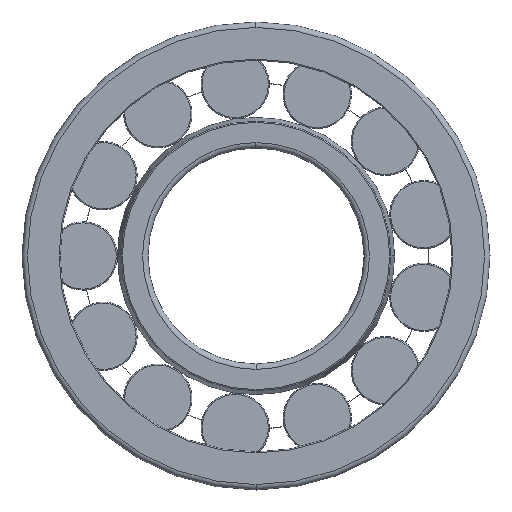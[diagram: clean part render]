
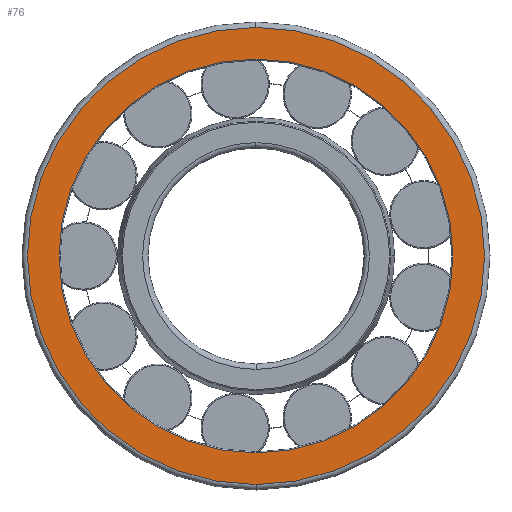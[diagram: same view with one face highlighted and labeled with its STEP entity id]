
A CAD part, left-side view. The second image highlights one B-rep face of the part: STEP entity #76.
In plain terms, the highlighted planar face has unit normal (-1, 0, 0).
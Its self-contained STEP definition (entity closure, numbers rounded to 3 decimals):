
#76=ADVANCED_FACE('',(#261,#262),#263,.T.);
#261=FACE_OUTER_BOUND('',#629,.T.);
#262=FACE_BOUND('',#630,.T.);
#263=PLANE('',#631);
#629=EDGE_LOOP('',(#1080,#1081,#1082));
#630=EDGE_LOOP('',(#1083,#1084,#1085));
#631=AXIS2_PLACEMENT_3D('',#1086,#1087,#1088);
#1080=ORIENTED_EDGE('',*,*,#2418,.F.);
#1081=ORIENTED_EDGE('',*,*,#2417,.F.);
#1082=ORIENTED_EDGE('',*,*,#2446,.F.);
#1083=ORIENTED_EDGE('',*,*,#2425,.T.);
#1084=ORIENTED_EDGE('',*,*,#2445,.T.);
#1085=ORIENTED_EDGE('',*,*,#2426,.T.);
#1086=CARTESIAN_POINT('',(0.0,118.213,0.0));
#1087=DIRECTION('',(-1.0,-0.0,0.0));
#1088=DIRECTION('',(0.0,-1.0,-0.0));
#2417=EDGE_CURVE('',#2896,#2899,#2900,.T.);
#2418=EDGE_CURVE('',#2899,#2901,#2902,.T.);
#2425=EDGE_CURVE('',#2914,#2912,#2915,.T.);
#2426=EDGE_CURVE('',#2906,#2914,#2916,.T.);
#2445=EDGE_CURVE('',#2912,#2906,#2945,.T.);
#2446=EDGE_CURVE('',#2901,#2896,#2946,.T.);
#2896=VERTEX_POINT('',#3690);
#2899=VERTEX_POINT('',#3693);
#2900=CIRCLE('',#3694,127.0);
#2901=VERTEX_POINT('',#3695);
#2902=CIRCLE('',#3696,127.0);
#2906=VERTEX_POINT('',#3700);
#2912=VERTEX_POINT('',#3706);
#2914=VERTEX_POINT('',#3708);
#2915=CIRCLE('',#3709,109.425);
#2916=CIRCLE('',#3710,109.425);
#2945=CIRCLE('',#3745,109.425);
#2946=CIRCLE('',#3746,127.0);
#3690=CARTESIAN_POINT('',(0.0,0.,-127.0));
#3693=CARTESIAN_POINT('',(0.0,127.0,0.0));
#3694=AXIS2_PLACEMENT_3D('',#5605,#5606,#5607);
#3695=CARTESIAN_POINT('',(0.0,0.,127.0));
#3696=AXIS2_PLACEMENT_3D('',#5608,#5609,#5610);
#3700=CARTESIAN_POINT('',(0.0,0.,-109.425));
#3706=CARTESIAN_POINT('',(0.0,0.,109.425));
#3708=CARTESIAN_POINT('',(0.0,109.425,0.0));
#3709=AXIS2_PLACEMENT_3D('',#5629,#5630,#5631);
#3710=AXIS2_PLACEMENT_3D('',#5632,#5633,#5634);
#3745=AXIS2_PLACEMENT_3D('',#5677,#5678,#5679);
#3746=AXIS2_PLACEMENT_3D('',#5680,#5681,#5682);
#5605=CARTESIAN_POINT('',(0.0,0.0,0.0));
#5606=DIRECTION('',(1.0,0.0,0.0));
#5607=DIRECTION('',(0.0,1.0,0.0));
#5608=CARTESIAN_POINT('',(0.0,0.0,0.0));
#5609=DIRECTION('',(1.0,0.0,0.0));
#5610=DIRECTION('',(0.0,1.0,0.0));
#5629=CARTESIAN_POINT('',(0.0,0.0,0.0));
#5630=DIRECTION('',(1.0,0.0,0.0));
#5631=DIRECTION('',(0.0,1.0,0.0));
#5632=CARTESIAN_POINT('',(0.0,0.0,0.0));
#5633=DIRECTION('',(1.0,0.0,0.0));
#5634=DIRECTION('',(0.0,1.0,0.0));
#5677=CARTESIAN_POINT('',(0.0,0.0,0.0));
#5678=DIRECTION('',(1.0,0.0,0.0));
#5679=DIRECTION('',(0.0,1.0,0.0));
#5680=CARTESIAN_POINT('',(0.0,0.0,0.0));
#5681=DIRECTION('',(1.0,0.0,0.0));
#5682=DIRECTION('',(0.0,1.0,0.0));
